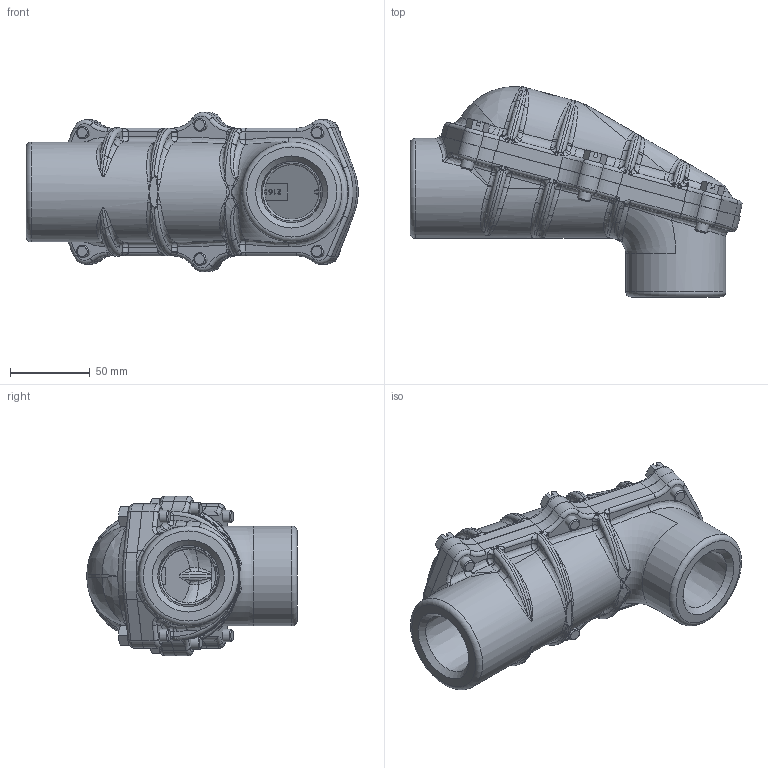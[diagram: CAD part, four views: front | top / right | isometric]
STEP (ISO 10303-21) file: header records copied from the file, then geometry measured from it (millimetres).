
FILE_DESCRIPTION(/* description */ (''),/* implementation_level */ '2;1');
FILE_NAME(/* name */ 'KIL_XALB-4.stp',/* time_stamp */ '2021-03-23T22:57:24+05:00',/* author */ ('lsugumaran'),/* organization */ (''),/* preprocessor_version */ 'ST-DEVELOPER v18',/* originating_system */ 'Autodesk Inventor 2020',/* authorisation */ '');
FILE_SCHEMA (('AUTOMOTIVE_DESIGN { 1 0 10303 214 3 1 1 }'));
Length unit declared in the file: inch
Products named in the file (4): XALB-4; 0240370-2; 0240371-2; ANSI B18.6.3 - 5/16-18x1
Assembly tree (8 placements, depth 2):
  XALB-4
    0240370-2
    0240371-2
    ANSI B18.6.3 - 5/16-18x1  x6
Bounding box: 208.26 x 132.03 x 100.01 mm (x, y, z)
Volume: 443458 mm3; surface area: 130707.6 mm2
Topology: 8 solids, 8 shells, 3184 faces, 8507 edges, 5442 vertices
Faces by surface type: bspline 1810, plane 951, cylinder 214, torus 98, cone 95, sphere 16
Full cylindrical faces by diameter (mm): 1.181 x1, 1.41 x1, 2.184 x2, 6.401 x6, 7.938 x6, 8.731 x6, 62.706 x2
Entity records: 156716 total; most frequent: CARTESIAN_POINT 92935, ORIENTED_EDGE 16354, EDGE_CURVE 8177, DIRECTION 7634, VERTEX_POINT 5277, B_SPLINE_CURVE_WITH_KNOTS 4101, EDGE_LOOP 3280, FACE_OUTER_BOUND 3079
